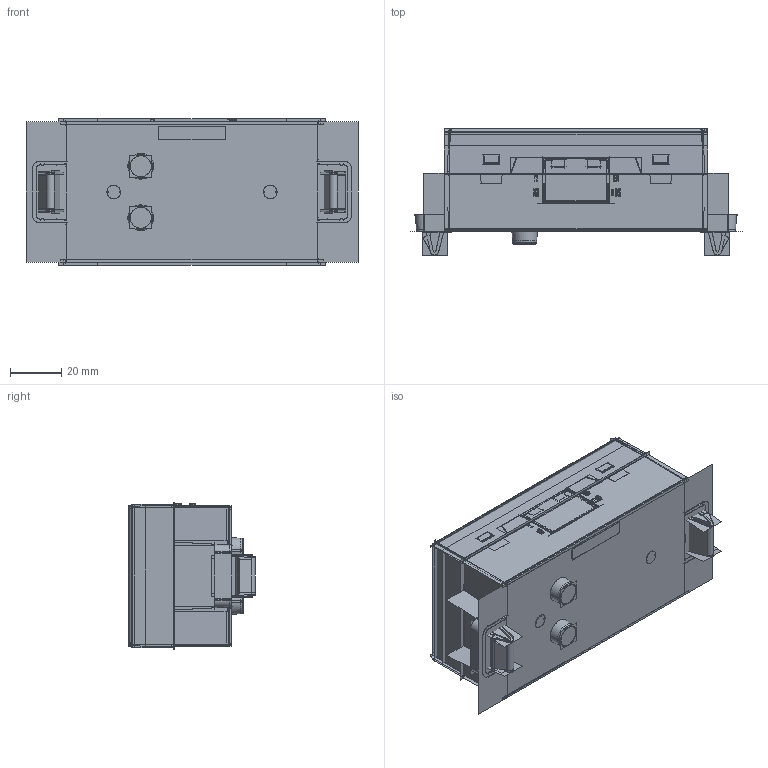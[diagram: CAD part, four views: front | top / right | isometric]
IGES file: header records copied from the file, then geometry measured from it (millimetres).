
Start section:  PTC IGES file: cm-controller.igs
Global section: file name: cm-controller.igs; native system: Creo Parametric by PTC Inc.; preprocessor: 2020342; author: brianstuckman; organization: Unknown; date: 20210405.112604; units: inch
Bounding box: 129.36 x 49.56 x 57.2 mm (x, y, z)
Surface area: 690671.6 mm2 (no closed solid volume)
Topology: 0 solids, 0 shells, 3932 faces, 69015 edges, 90566 vertices
Faces by surface type: bspline 2324, revolution 1134, extrusion 474
